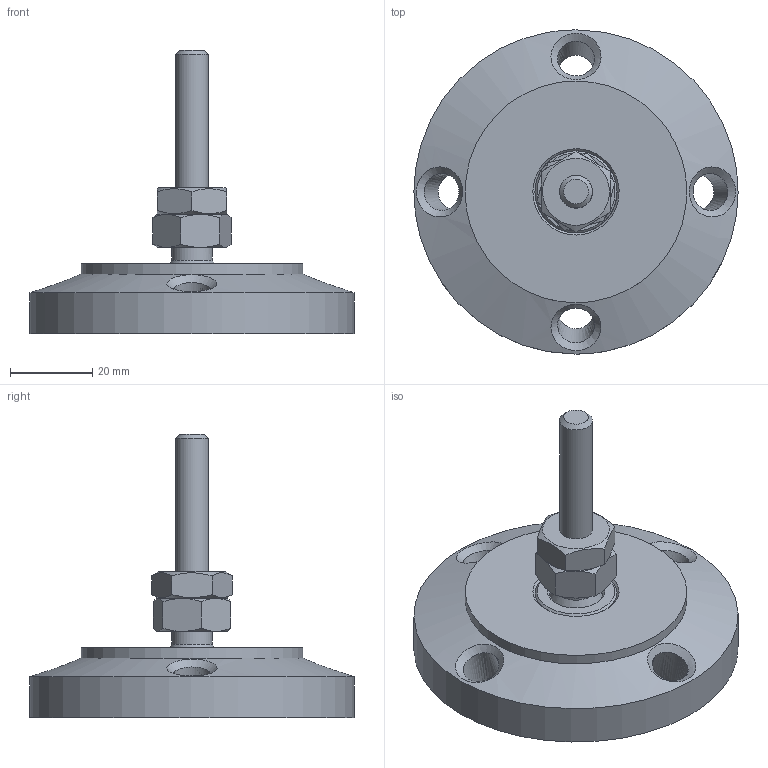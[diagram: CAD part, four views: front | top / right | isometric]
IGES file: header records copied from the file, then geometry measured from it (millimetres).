
Global section: file name: SF0415V; native system: Autodesk Inventor 2015; preprocessor: unknown; author: H. Deerberg; date: 20160104.084857; units: millimetre
Bounding box: 79 x 79 x 69.03 mm (x, y, z)
Volume: 72627.7 mm3; surface area: 19747.3 mm2
Topology: 4 solids, 4 shells, 69 faces, 186 edges, 129 vertices
Faces by surface type: bspline 69
